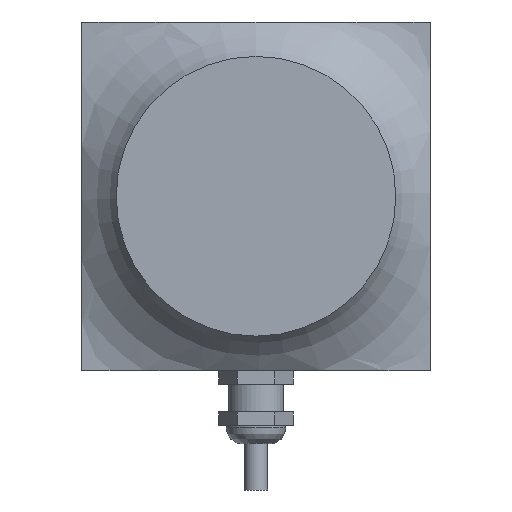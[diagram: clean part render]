
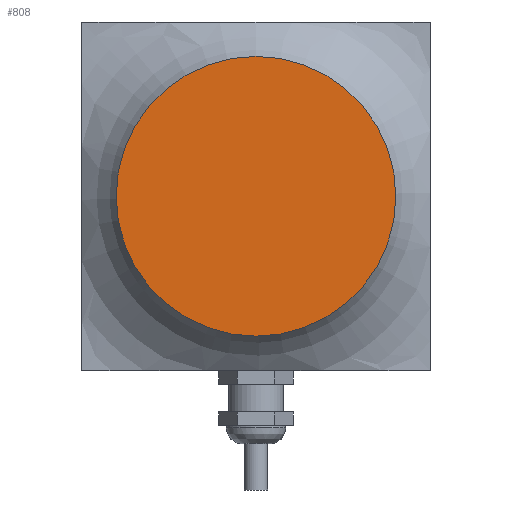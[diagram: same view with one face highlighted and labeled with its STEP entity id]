
A CAD part, left-side view. The second image highlights one B-rep face of the part: STEP entity #808.
In plain terms, the highlighted planar face has unit normal (-1, 0, 0).
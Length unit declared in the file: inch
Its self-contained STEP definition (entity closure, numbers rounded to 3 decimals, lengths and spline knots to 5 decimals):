
#80=PLANE('',#911);
#130=FACE_OUTER_BOUND('',#192,.T.);
#192=EDGE_LOOP('',(#741));
#339=CIRCLE('',#896,1.2);
#410=VERTEX_POINT('',#1481);
#510=EDGE_CURVE('',#410,#410,#339,.T.);
#741=ORIENTED_EDGE('',*,*,#510,.T.);
#808=ADVANCED_FACE('',(#130),#80,.T.);
#896=AXIS2_PLACEMENT_3D('',#1482,#1111,#1112);
#911=AXIS2_PLACEMENT_3D('',#1649,#1145,#1146);
#1111=DIRECTION('center_axis',(-1.,0.,0.));
#1112=DIRECTION('ref_axis',(0.,1.,0.));
#1145=DIRECTION('center_axis',(-1.,0.,0.));
#1146=DIRECTION('ref_axis',(0.,0.,1.));
#1481=CARTESIAN_POINT('',(-5.125,-1.2,0.));
#1482=CARTESIAN_POINT('Origin',(-5.125,0.,0.));
#1649=CARTESIAN_POINT('Origin',(-5.125,0.,0.));
